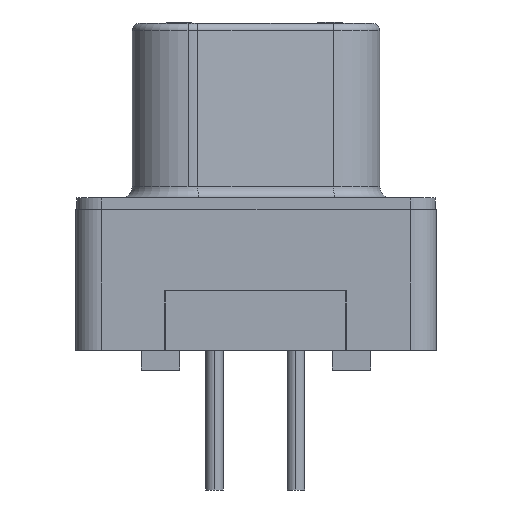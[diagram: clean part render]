
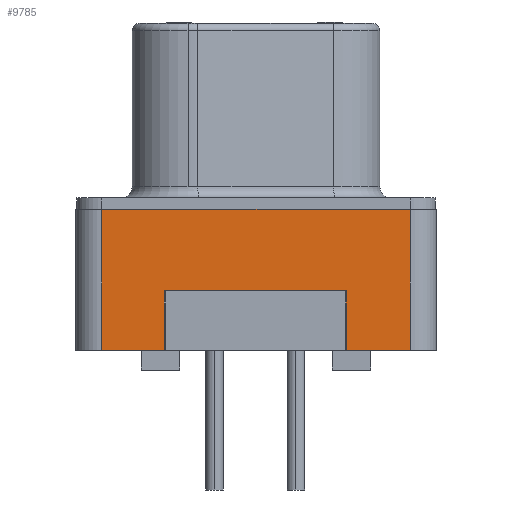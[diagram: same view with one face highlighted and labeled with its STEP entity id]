
A CAD part, left-side view. The second image highlights one B-rep face of the part: STEP entity #9785.
In plain terms, the highlighted planar face has unit normal (-1, 0, 0).
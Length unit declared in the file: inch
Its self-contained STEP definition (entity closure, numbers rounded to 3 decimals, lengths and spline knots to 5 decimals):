
#28 = DIRECTION ( 'NONE',  ( 0., 1., 0. ) ) ;
#29 = VECTOR ( 'NONE', #28, 39.37008 ) ;
#30 = CARTESIAN_POINT ( 'NONE',  ( -0.001, 0.035, -0.016 ) ) ;
#31 = LINE ( 'NONE', #30, #29 ) ;
#44 = CARTESIAN_POINT ( 'NONE',  ( -0.001, 0.459, -0.016 ) ) ;
#224 = CARTESIAN_POINT ( 'NONE',  ( -0.001, 0.373, -0.128 ) ) ;
#266 = CARTESIAN_POINT ( 'NONE',  ( -0.001, 0.123, -0.128 ) ) ;
#267 = DIRECTION ( 'NONE',  ( 0., 1., 0. ) ) ;
#268 = VECTOR ( 'NONE', #267, 39.37008 ) ;
#269 = CARTESIAN_POINT ( 'NONE',  ( -0.001, 0.373, -0.128 ) ) ;
#270 = LINE ( 'NONE', #269, #268 ) ;
#1338 = VERTEX_POINT ( 'NONE', #10300 ) ;
#1356 = VERTEX_POINT ( 'NONE', #44 ) ;
#1358 = EDGE_CURVE ( 'NONE', #1338, #1356, #31, .T. ) ;
#2647 = CARTESIAN_POINT ( 'NONE',  ( -0.001, 0.123, -0.21 ) ) ;
#2648 = DIRECTION ( 'NONE',  ( 0., 1., 0. ) ) ;
#2649 = VECTOR ( 'NONE', #2648, 39.37008 ) ;
#2650 = CARTESIAN_POINT ( 'NONE',  ( -0.001, 0.035, -0.21 ) ) ;
#2651 = LINE ( 'NONE', #2650, #2649 ) ;
#2652 = CARTESIAN_POINT ( 'NONE',  ( -0.001, 0.373, -0.21 ) ) ;
#2800 = CARTESIAN_POINT ( 'NONE',  ( -0.001, 0.035, -0.21 ) ) ;
#2825 = CARTESIAN_POINT ( 'NONE',  ( -0.001, 0.459, -0.21 ) ) ;
#2826 = DIRECTION ( 'NONE',  ( 0., 1., 0. ) ) ;
#2827 = VECTOR ( 'NONE', #2826, 39.37008 ) ;
#2828 = CARTESIAN_POINT ( 'NONE',  ( -0.001, 0.035, -0.21 ) ) ;
#2829 = LINE ( 'NONE', #2828, #2827 ) ;
#4224 = DIRECTION ( 'NONE',  ( 0., 0., -1. ) ) ;
#4225 = VECTOR ( 'NONE', #4224, 39.37008 ) ;
#4226 = CARTESIAN_POINT ( 'NONE',  ( -0.001, 0.123, -0.128 ) ) ;
#4232 = LINE ( 'NONE', #4226, #4225 ) ;
#4245 = FACE_OUTER_BOUND ( 'NONE', #9757, .T. ) ;
#4269 = DIRECTION ( 'NONE',  ( 0., 0., 1. ) ) ;
#4270 = VECTOR ( 'NONE', #4269, 39.37008 ) ;
#4271 = CARTESIAN_POINT ( 'NONE',  ( -0.001, 0.035, -0.21 ) ) ;
#4272 = LINE ( 'NONE', #4271, #4270 ) ;
#4273 = DIRECTION ( 'NONE',  ( 0., 1., 0. ) ) ;
#4274 = DIRECTION ( 'NONE',  ( 1., 0., 0. ) ) ;
#4275 = CARTESIAN_POINT ( 'NONE',  ( -0.001, 0.035, -0.21 ) ) ;
#4276 = AXIS2_PLACEMENT_3D ( 'NONE', #4275, #4274, #4273 ) ;
#4277 = PLANE ( 'NONE',  #4276 ) ;
#4328 = DIRECTION ( 'NONE',  ( 0., 0., 1. ) ) ;
#4329 = VECTOR ( 'NONE', #4328, 39.37008 ) ;
#4330 = CARTESIAN_POINT ( 'NONE',  ( -0.001, 0.459, -0.21 ) ) ;
#4331 = LINE ( 'NONE', #4330, #4329 ) ;
#4333 = DIRECTION ( 'NONE',  ( 0., 0., -1. ) ) ;
#4334 = VECTOR ( 'NONE', #4333, 39.37008 ) ;
#4335 = CARTESIAN_POINT ( 'NONE',  ( -0.001, 0.373, -0.128 ) ) ;
#4336 = LINE ( 'NONE', #4335, #4334 ) ;
#4497 = EDGE_CURVE ( 'NONE', #4498, #4499, #270, .T. ) ;
#4498 = VERTEX_POINT ( 'NONE', #266 ) ;
#4499 = VERTEX_POINT ( 'NONE', #224 ) ;
#8896 = VERTEX_POINT ( 'NONE', #2652 ) ;
#8898 = EDGE_CURVE ( 'NONE', #8937, #8899, #2651, .T. ) ;
#8899 = VERTEX_POINT ( 'NONE', #2647 ) ;
#8937 = VERTEX_POINT ( 'NONE', #2800 ) ;
#8945 = EDGE_CURVE ( 'NONE', #8896, #8946, #2829, .T. ) ;
#8946 = VERTEX_POINT ( 'NONE', #2825 ) ;
#9527 = ORIENTED_EDGE ( 'NONE', *, *, #8898, .F. ) ;
#9528 = ORIENTED_EDGE ( 'NONE', *, *, #9787, .T. ) ;
#9757 = EDGE_LOOP ( 'NONE', ( #9758, #9761, #9527, #9528, #9810, #9811, #9813, #9803 ) ) ;
#9758 = ORIENTED_EDGE ( 'NONE', *, *, #4497, .F. ) ;
#9761 = ORIENTED_EDGE ( 'NONE', *, *, #9762, .T. ) ;
#9762 = EDGE_CURVE ( 'NONE', #4498, #8899, #4232, .T. ) ;
#9785 = ADVANCED_FACE ( 'NONE', ( #4245 ), #4277, .F. ) ;
#9787 = EDGE_CURVE ( 'NONE', #8937, #1338, #4272, .T. ) ;
#9803 = ORIENTED_EDGE ( 'NONE', *, *, #9804, .F. ) ;
#9804 = EDGE_CURVE ( 'NONE', #4499, #8896, #4336, .T. ) ;
#9810 = ORIENTED_EDGE ( 'NONE', *, *, #1358, .T. ) ;
#9811 = ORIENTED_EDGE ( 'NONE', *, *, #9812, .F. ) ;
#9812 = EDGE_CURVE ( 'NONE', #8946, #1356, #4331, .T. ) ;
#9813 = ORIENTED_EDGE ( 'NONE', *, *, #8945, .F. ) ;
#10300 = CARTESIAN_POINT ( 'NONE',  ( -0.001, 0.035, -0.016 ) ) ;
